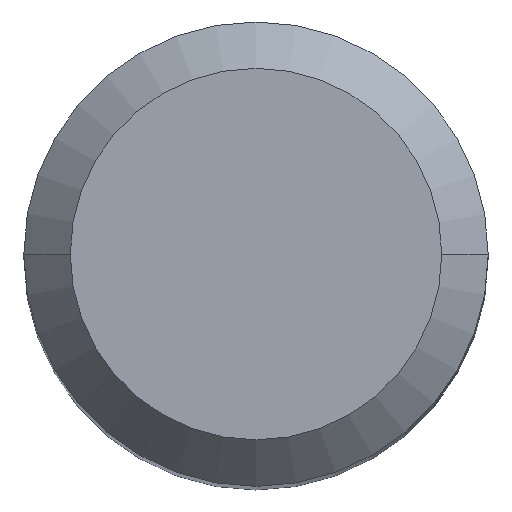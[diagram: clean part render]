
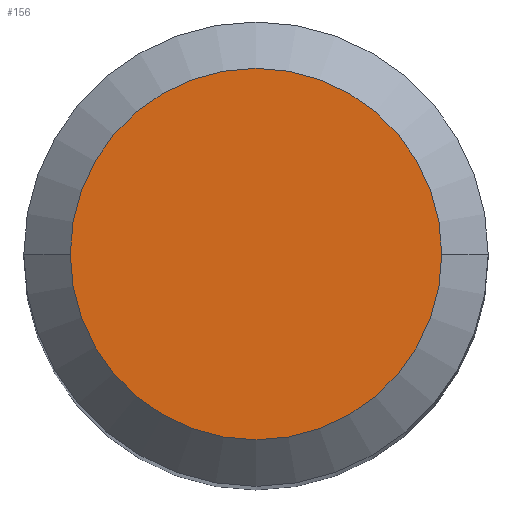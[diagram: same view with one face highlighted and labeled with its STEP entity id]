
A CAD part, top view. The second image highlights one B-rep face of the part: STEP entity #156.
In plain terms, the highlighted planar face has unit normal (0, 0, 1).
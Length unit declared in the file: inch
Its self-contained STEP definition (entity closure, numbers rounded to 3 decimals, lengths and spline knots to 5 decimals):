
#21 = ORIENTED_EDGE ( 'NONE', *, *, #242, .T. ) ;
#103 = ORIENTED_EDGE ( 'NONE', *, *, #311, .T. ) ;
#149 = VERTEX_POINT ( 'NONE', #486 ) ;
#156 = ADVANCED_FACE ( 'NONE', ( #312 ), #306, .F. ) ;
#163 = DIRECTION ( 'NONE',  ( 0., 0., -1. ) ) ;
#182 = AXIS2_PLACEMENT_3D ( 'NONE', #248, #395, #246 ) ;
#198 = CARTESIAN_POINT ( 'NONE',  ( 0.126, 0., 0. ) ) ;
#233 = VERTEX_POINT ( 'NONE', #198 ) ;
#237 = CARTESIAN_POINT ( 'NONE',  ( 0., 0., 0. ) ) ;
#242 = EDGE_CURVE ( 'NONE', #233, #149, #440, .T. ) ;
#246 = DIRECTION ( 'NONE',  ( 1., 0., 0. ) ) ;
#248 = CARTESIAN_POINT ( 'NONE',  ( 0., 0., 0. ) ) ;
#306 = PLANE ( 'NONE',  #474 ) ;
#311 = EDGE_CURVE ( 'NONE', #149, #233, #463, .T. ) ;
#312 = FACE_OUTER_BOUND ( 'NONE', #403, .T. ) ;
#340 = AXIS2_PLACEMENT_3D ( 'NONE', #237, #348, #462 ) ;
#348 = DIRECTION ( 'NONE',  ( 0., 0., 1. ) ) ;
#351 = DIRECTION ( 'NONE',  ( -1., 0., 0. ) ) ;
#395 = DIRECTION ( 'NONE',  ( 0., 0., 1. ) ) ;
#403 = EDGE_LOOP ( 'NONE', ( #103, #21 ) ) ;
#440 = CIRCLE ( 'NONE', #340, 0.126 ) ;
#462 = DIRECTION ( 'NONE',  ( 1., 0., 0. ) ) ;
#463 = CIRCLE ( 'NONE', #182, 0.126 ) ;
#474 = AXIS2_PLACEMENT_3D ( 'NONE', #490, #163, #351 ) ;
#486 = CARTESIAN_POINT ( 'NONE',  ( -0.126, 0., 0. ) ) ;
#490 = CARTESIAN_POINT ( 'NONE',  ( 0., 0., 0. ) ) ;
